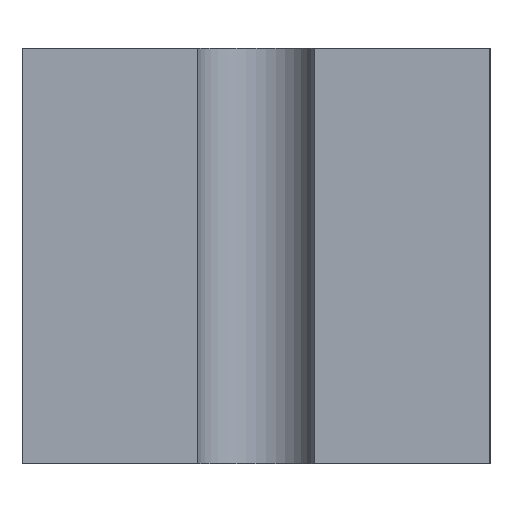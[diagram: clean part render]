
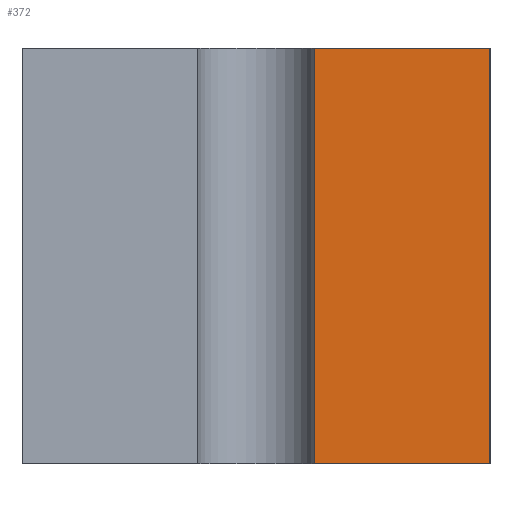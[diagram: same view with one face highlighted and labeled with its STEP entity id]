
A CAD part, left-side view. The second image highlights one B-rep face of the part: STEP entity #372.
In plain terms, the highlighted planar face has unit normal (-1, 0, 0).
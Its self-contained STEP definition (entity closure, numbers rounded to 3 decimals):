
#44=FACE_OUTER_BOUND('',#66,.T.);
#66=EDGE_LOOP('',(#319,#320,#321,#322));
#102=LINE('',#593,#146);
#104=LINE('',#600,#148);
#108=LINE('',#608,#152);
#111=LINE('',#614,#155);
#146=VECTOR('',#488,10.);
#148=VECTOR('',#494,10.);
#152=VECTOR('',#502,10.);
#155=VECTOR('',#509,10.);
#181=VERTEX_POINT('',#590);
#182=VERTEX_POINT('',#592);
#183=VERTEX_POINT('',#596);
#185=VERTEX_POINT('',#599);
#224=EDGE_CURVE('',#182,#181,#102,.T.);
#227=EDGE_CURVE('',#185,#183,#104,.T.);
#232=EDGE_CURVE('',#185,#181,#108,.T.);
#235=EDGE_CURVE('',#183,#182,#111,.T.);
#319=ORIENTED_EDGE('',*,*,#227,.T.);
#320=ORIENTED_EDGE('',*,*,#235,.T.);
#321=ORIENTED_EDGE('',*,*,#224,.T.);
#322=ORIENTED_EDGE('',*,*,#232,.F.);
#350=PLANE('',#414);
#372=ADVANCED_FACE('',(#44),#350,.T.);
#414=AXIS2_PLACEMENT_3D('',#613,#507,#508);
#488=DIRECTION('',(0.,0.,1.));
#494=DIRECTION('',(0.,0.,-1.));
#502=DIRECTION('',(0.,-1.,0.));
#507=DIRECTION('center_axis',(-1.,0.,0.));
#508=DIRECTION('ref_axis',(0.,-1.,0.));
#509=DIRECTION('',(0.,-1.,0.));
#590=CARTESIAN_POINT('',(-1.75,-0.9,1.6));
#592=CARTESIAN_POINT('',(-1.75,-0.9,0.));
#593=CARTESIAN_POINT('',(-1.75,-0.9,0.));
#596=CARTESIAN_POINT('',(-1.75,-0.225,0.));
#599=CARTESIAN_POINT('',(-1.75,-0.225,1.6));
#600=CARTESIAN_POINT('',(-1.75,-0.225,1.6));
#608=CARTESIAN_POINT('',(-1.75,0.9,1.6));
#613=CARTESIAN_POINT('Origin',(-1.75,0.9,0.));
#614=CARTESIAN_POINT('',(-1.75,0.9,0.));
